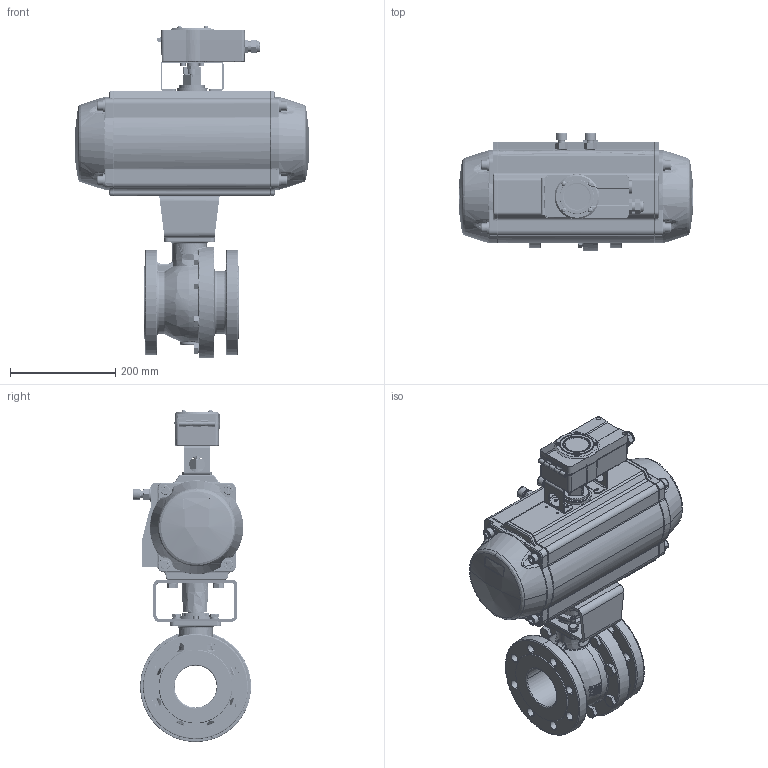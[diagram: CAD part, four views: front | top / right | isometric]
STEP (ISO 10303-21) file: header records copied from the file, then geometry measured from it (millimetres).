
FILE_DESCRIPTION (('STEP'), '1');
FILE_NAME ('NFA16-08-0804-5-125-IJ.stp', '2025-06-05T11:08:37', ('Unknown'), ('Unknown'), 'HarmonyWare STEP v2.1.9', 'HarmonyWare Translators', '');
FILE_SCHEMA (('CONFIG_CONTROL_DESIGN'));
Length unit declared in the file: millimetre
Products named in the file (31): DN80; Konsole; Antrieb 6-160; Rotech Konsole; Box
Assembly tree (30 placements, depth 2):
  (unnamed)
    DN80
    Konsole
    Konsole
    Antrieb 6-160
    Rotech Konsole
    Rotech Konsole
    Rotech Konsole
    Rotech Konsole
    Rotech Konsole
    Rotech Konsole
    Rotech Konsole
    Rotech Konsole
    Box
    Box
    Box
    Box
    Box
    Box
    Box
    Box
    Box
    Box
    Box
    Box
    Box
    Box
    Box
    Box
    Box
    Box
Bounding box: 446.52 x 224.44 x 631.58 mm (x, y, z)
Volume: 9627830.3 mm3; surface area: 1341981 mm2
Topology: 30 solids, 71 shells, 3556 faces, 9179 edges, 5914 vertices
Faces by surface type: bspline 3556
Entity records: 180384 total; most frequent: CARTESIAN_POINT 101276, ORIENTED_EDGE 18240, EDGE_CURVE 9123, VERTEX_POINT 5946, B_SPLINE_CURVE_WITH_KNOTS 5194, EDGE_LOOP 3965, FACE_OUTER_BOUND 3552, ADVANCED_FACE 3552
